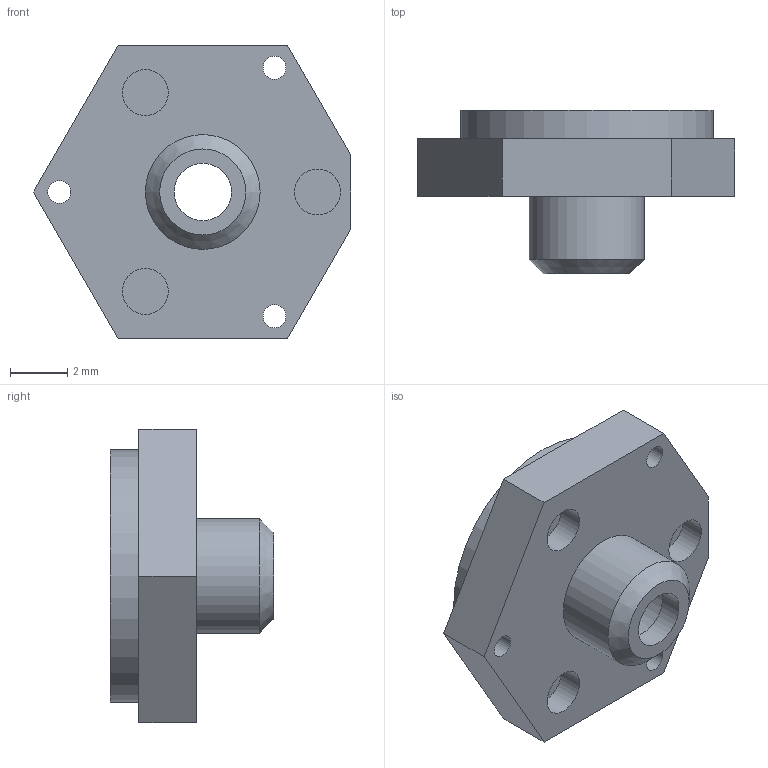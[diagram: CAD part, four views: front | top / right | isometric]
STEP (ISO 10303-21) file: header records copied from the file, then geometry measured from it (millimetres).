
FILE_DESCRIPTION(/* description */ (''),/* implementation_level */ '2;1');
FILE_NAME(/* name */ 'LowerBodyDoublet .step',/* time_stamp */ '2020-12-06T20:56:05+09:00',/* author */ (''),/* organization */ (''),/* preprocessor_version */ 'ST-DEVELOPER v18.1',/* originating_system */ 'Autodesk Translation Framework v9.3.0.1241',/* authorisation */ '');
FILE_SCHEMA (('AUTOMOTIVE_DESIGN { 1 0 10303 214 3 1 1 }'));
Length unit declared in the file: millimetre
Products named in the file (1): LowerBodyDoublet
Bounding box: 11.05 x 5.7 x 10.22 mm (x, y, z)
Volume: 145.2 mm3; surface area: 421.3 mm2
Topology: 1 solids, 1 shells, 36 faces, 80 edges, 53 vertices
Faces by surface type: plane 22, cylinder 13, cone 1
Full cylindrical faces by diameter (mm): 0.8 x3, 1.6 x3, 2 x1, 3 x1, 4 x1, 7 x1, 7.8 x1, 8 x1, 8.8 x1
Entity records: 1060 total; most frequent: DIRECTION 185, CARTESIAN_POINT 170, ORIENTED_EDGE 160, EDGE_CURVE 80, AXIS2_PLACEMENT_3D 68, EDGE_LOOP 53, VERTEX_POINT 53, LINE 49
